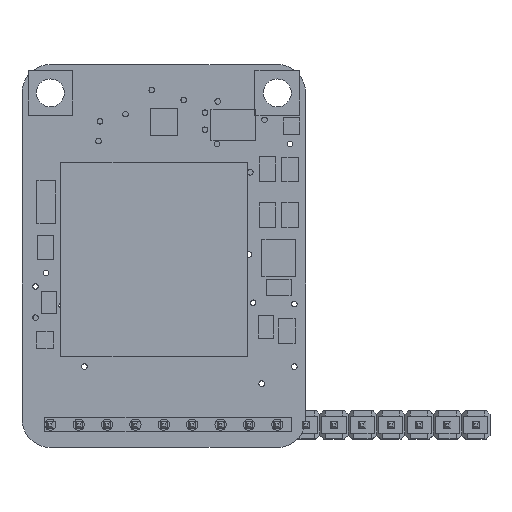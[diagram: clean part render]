
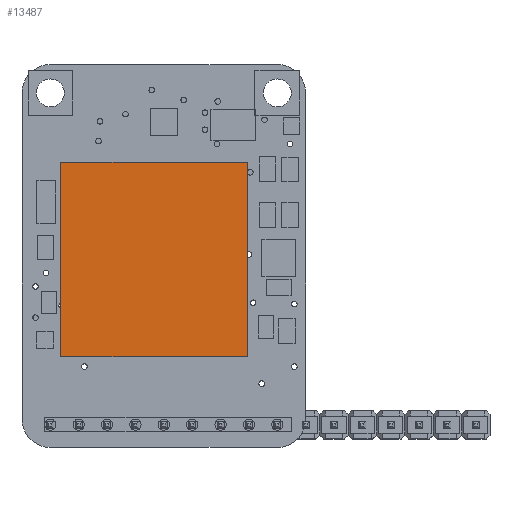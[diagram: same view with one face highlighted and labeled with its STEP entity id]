
A CAD part, top view. The second image highlights one B-rep face of the part: STEP entity #13487.
In plain terms, the highlighted planar face has unit normal (0, 0, 1).
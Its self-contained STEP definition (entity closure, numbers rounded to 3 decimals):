
#525=PLANE('',#14577);
#1229=FACE_OUTER_BOUND('',#2111,.T.);
#2111=EDGE_LOOP('',(#9904,#9905,#9906,#9907));
#2913=LINE('',#19701,#4549);
#2916=LINE('',#19707,#4552);
#2919=LINE('',#19713,#4555);
#2922=LINE('',#19717,#4558);
#4549=VECTOR('',#15967,10.);
#4552=VECTOR('',#15972,10.);
#4555=VECTOR('',#15977,10.);
#4558=VECTOR('',#15982,10.);
#6418=VERTEX_POINT('',#19698);
#6419=VERTEX_POINT('',#19700);
#6421=VERTEX_POINT('',#19706);
#6423=VERTEX_POINT('',#19712);
#7735=EDGE_CURVE('',#6419,#6418,#2913,.T.);
#7738=EDGE_CURVE('',#6421,#6419,#2916,.T.);
#7741=EDGE_CURVE('',#6423,#6421,#2919,.T.);
#7744=EDGE_CURVE('',#6418,#6423,#2922,.T.);
#9904=ORIENTED_EDGE('',*,*,#7744,.T.);
#9905=ORIENTED_EDGE('',*,*,#7741,.T.);
#9906=ORIENTED_EDGE('',*,*,#7738,.T.);
#9907=ORIENTED_EDGE('',*,*,#7735,.T.);
#13487=ADVANCED_FACE('',(#1229),#525,.T.);
#14577=AXIS2_PLACEMENT_3D('',#19718,#15983,#15984);
#15967=DIRECTION('',(-1.,0.,0.));
#15972=DIRECTION('',(0.,1.,0.));
#15977=DIRECTION('',(1.,0.,0.));
#15982=DIRECTION('',(0.,-1.,0.));
#15983=DIRECTION('center_axis',(0.,0.,1.));
#15984=DIRECTION('ref_axis',(1.,0.,0.));
#19698=CARTESIAN_POINT('',(-9.416,8.716,0.1));
#19700=CARTESIAN_POINT('',(8.,8.716,0.1));
#19701=CARTESIAN_POINT('',(8.,8.716,0.1));
#19706=CARTESIAN_POINT('',(8.,-8.,0.1));
#19707=CARTESIAN_POINT('',(8.,-8.,0.1));
#19712=CARTESIAN_POINT('',(-9.416,-8.,0.1));
#19713=CARTESIAN_POINT('',(-9.416,-8.,0.1));
#19717=CARTESIAN_POINT('',(-9.416,8.716,0.1));
#19718=CARTESIAN_POINT('Origin',(-0.708,0.358,0.1));
